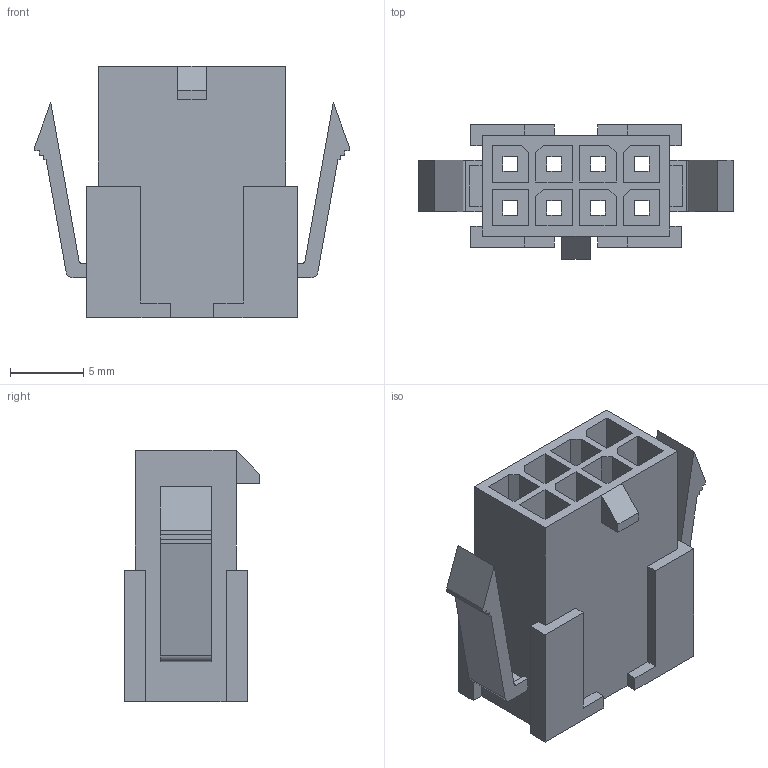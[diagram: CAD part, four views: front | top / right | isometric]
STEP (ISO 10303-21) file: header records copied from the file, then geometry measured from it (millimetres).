
FILE_DESCRIPTION (( 'STEP AP214' ), '1' );
FILE_NAME ('FHG30003-D08F2K6B-REF.STEP', '2024-12-03T09:02:34', ( '' ), ( '' ), 'SwSTEP 2.0', 'SolidWorks 2021', '' );
FILE_SCHEMA (( 'AUTOMOTIVE_DESIGN' ));
Length unit declared in the file: millimetre
Products named in the file (1): FHG30003-D08F2K6B-REF
Bounding box: 21.52 x 9.25 x 17.2 mm (x, y, z)
Volume: 1028 mm3; surface area: 2442.8 mm2
Topology: 1 solids, 1 shells, 196 faces, 526 edges, 350 vertices
Faces by surface type: plane 192, cylinder 4
Entity records: 6068 total; most frequent: CARTESIAN_POINT 1073, ORIENTED_EDGE 1052, DIRECTION 928, EDGE_CURVE 526, LINE 518, VECTOR 518, VERTEX_POINT 350, EDGE_LOOP 230
